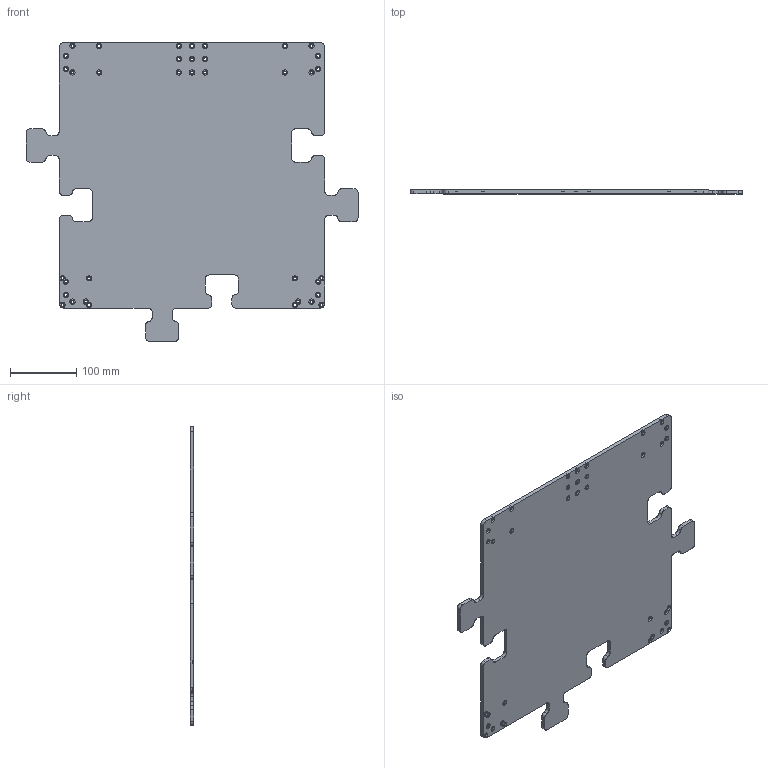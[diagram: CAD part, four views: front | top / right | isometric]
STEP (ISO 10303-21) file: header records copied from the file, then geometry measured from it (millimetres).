
FILE_DESCRIPTION(/* description */ (''),/* implementation_level */ '2;1');
FILE_NAME(/* name */ 'MCR2_1008_5_Intersection.stp',/* time_stamp */ '2022-04-05T11:52:09+01:00',/* author */ ('Mario Martinez'),/* organization */ (''),/* preprocessor_version */ 'ST-DEVELOPER v17.2',/* originating_system */ 'Autodesk Inventor 2019',/* authorisation */ '');
FILE_SCHEMA (('AUTOMOTIVE_DESIGN { 1 0 10303 214 3 1 1 }'));
Length unit declared in the file: millimetre
Products named in the file (1): MCR2_1008_5_Intersection
Bounding box: 500.05 x 6 x 450.02 mm (x, y, z)
Volume: 950186.8 mm3; surface area: 337152.9 mm2
Topology: 1 solids, 1 shells, 307 faces, 822 edges, 566 vertices
Faces by surface type: plane 181, cylinder 126
Full cylindrical faces by diameter (mm): 4.5 x37, 8 x27
Entity records: 9977 total; most frequent: DIRECTION 1748, CARTESIAN_POINT 1696, ORIENTED_EDGE 1644, EDGE_CURVE 822, AXIS2_PLACEMENT_3D 618, VERTEX_POINT 566, LINE 512, VECTOR 512
